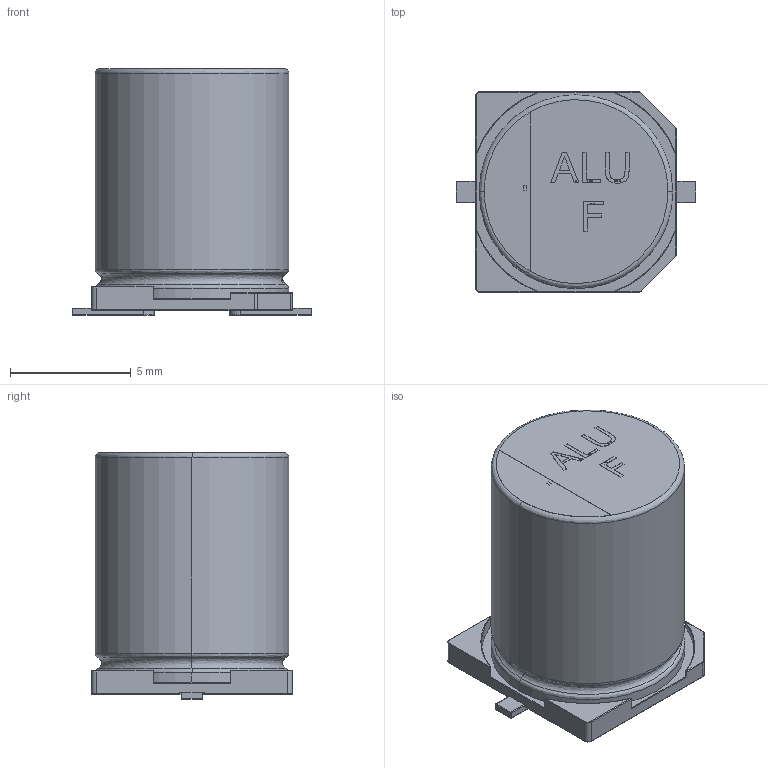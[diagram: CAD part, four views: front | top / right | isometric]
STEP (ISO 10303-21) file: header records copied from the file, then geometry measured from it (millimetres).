
FILE_DESCRIPTION (( 'STEP AP214' ), '1' );
FILE_NAME ('User Library-ALU-F.STEP', '2010-10-19T14:51:03', ( 'sysAdmin' ), ( 'SolidWorks' ), 'SwSTEP 2.0', 'SolidWorks 2010', '' );
FILE_SCHEMA (( 'AUTOMOTIVE_DESIGN' ));
Length unit declared in the file: millimetre
Products named in the file (5): User Library-ALU-F_Pins_1; User Library-ALU-F; User Library-ALU-F_Fuss_1; User Library-ALU-F_K_X_F6rper_1; User Library-ALU-F_Beschriftung_1
Assembly tree (4 placements, depth 2):
  User Library-ALU-F
    User Library-ALU-F_Pins_1
    User Library-ALU-F_K_X_F6rper_1
    User Library-ALU-F_Beschriftung_1
    User Library-ALU-F_Fuss_1
Bounding box: 9.9 x 8.3 x 10.2 mm (x, y, z)
Volume: 512.4 mm3; surface area: 550.3 mm2
Topology: 4 solids, 4 shells, 288 faces, 712 edges, 433 vertices
Faces by surface type: plane 146, cylinder 76, bspline 66
Entity records: 12458 total; most frequent: CARTESIAN_POINT 2678, ORIENTED_EDGE 1392, DIRECTION 1244, EDGE_CURVE 696, LINE 450, VECTOR 450, VERTEX_POINT 433, AXIS2_PLACEMENT_3D 397
